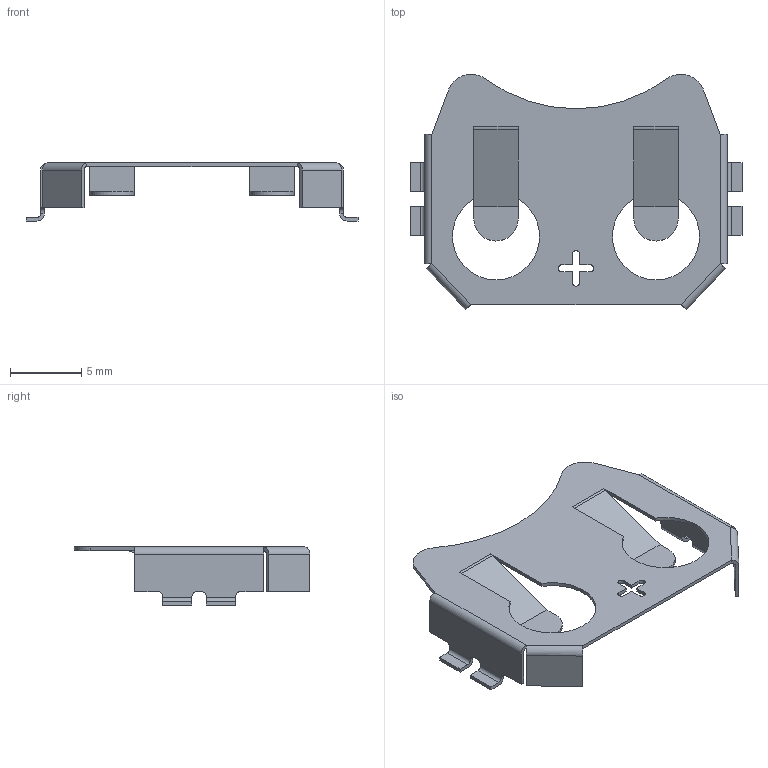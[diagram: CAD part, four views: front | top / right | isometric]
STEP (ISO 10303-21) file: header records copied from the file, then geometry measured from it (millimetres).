
FILE_DESCRIPTION(/* description */ ('STEP AP214'),/* implementation_level */ '2;1');
FILE_NAME(/* name */ 'Keystone - 3034TR.step',/* time_stamp */ '2025-08-29T03:08:04+01:00',/* author */ (''),/* organization */ (''),/* preprocessor_version */ 'ST-DEVELOPER v20.1',/* originating_system */ 'Autodesk Translation Framework v14.10.0.0',/* authorisation */ '');
FILE_SCHEMA (('AUTOMOTIVE_DESIGN { 1 0 10303 214 3 1 1 }'));
Length unit declared in the file: inch
Products named in the file (1): 3034TR
Bounding box: 23.24 x 16.48 x 4.06 mm (x, y, z)
Volume: 87.8 mm3; surface area: 743.5 mm2
Topology: 1 solids, 1 shells, 118 faces, 324 edges, 208 vertices
Faces by surface type: plane 77, cylinder 41
Entity records: 3772 total; most frequent: CARTESIAN_POINT 651, ORIENTED_EDGE 648, DIRECTION 644, EDGE_CURVE 324, LINE 242, VECTOR 242, VERTEX_POINT 208, AXIS2_PLACEMENT_3D 201
